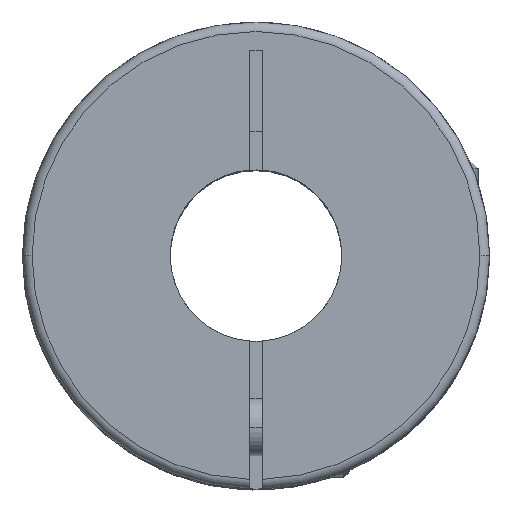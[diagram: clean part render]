
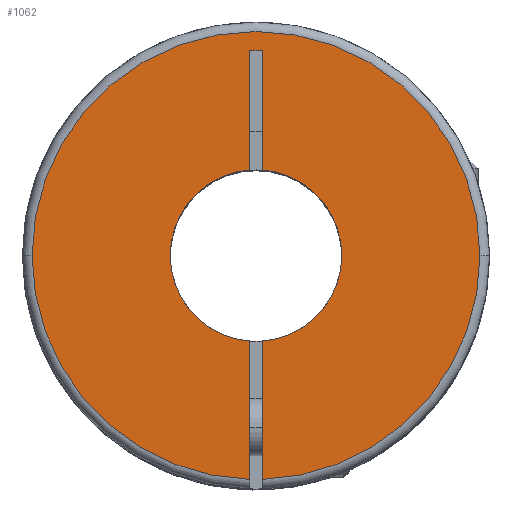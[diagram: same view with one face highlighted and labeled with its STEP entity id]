
A CAD part, top view. The second image highlights one B-rep face of the part: STEP entity #1062.
In plain terms, the highlighted planar face has unit normal (0, 0, 1).
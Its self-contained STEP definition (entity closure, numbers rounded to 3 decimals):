
#48 = EDGE_CURVE ( 'NONE', #535, #2877, #1598, .T. ) ;
#95 = ORIENTED_EDGE ( 'NONE', *, *, #48, .T. ) ;
#216 = ORIENTED_EDGE ( 'NONE', *, *, #1920, .F. ) ;
#241 = ORIENTED_EDGE ( 'NONE', *, *, #1126, .F. ) ;
#246 = EDGE_CURVE ( 'NONE', #535, #3639, #1937, .T. ) ;
#288 = DIRECTION ( 'NONE',  ( -1., 0., 0. ) ) ;
#294 = AXIS2_PLACEMENT_3D ( 'NONE', #2530, #992, #3460 ) ;
#297 = DIRECTION ( 'NONE',  ( -1., 0., 0. ) ) ;
#338 = VECTOR ( 'NONE', #1496, 1000. ) ;
#482 = VERTEX_POINT ( 'NONE', #2524 ) ;
#522 = FACE_OUTER_BOUND ( 'NONE', #1661, .T. ) ;
#535 = VERTEX_POINT ( 'NONE', #2786 ) ;
#569 = CARTESIAN_POINT ( 'NONE',  ( 0.65, -24.5, 0. ) ) ;
#570 = LINE ( 'NONE', #3017, #338 ) ;
#619 = LINE ( 'NONE', #1162, #3333 ) ;
#743 = DIRECTION ( 'NONE',  ( 0., 1., 0. ) ) ;
#851 = EDGE_CURVE ( 'NONE', #3325, #1665, #895, .T. ) ;
#895 = LINE ( 'NONE', #3000, #999 ) ;
#926 = DIRECTION ( 'NONE',  ( -1., 0., 0. ) ) ;
#949 = CARTESIAN_POINT ( 'NONE',  ( -23.5, 0., 0. ) ) ;
#992 = DIRECTION ( 'NONE',  ( 0., 0., -1. ) ) ;
#997 = VERTEX_POINT ( 'NONE', #3468 ) ;
#999 = VECTOR ( 'NONE', #2700, 1000. ) ;
#1062 = ADVANCED_FACE ( 'NONE', ( #522 ), #2975, .F. ) ;
#1126 = EDGE_CURVE ( 'NONE', #3467, #3240, #619, .T. ) ;
#1162 = CARTESIAN_POINT ( 'NONE',  ( -0.65, 21.5, 0. ) ) ;
#1212 = CARTESIAN_POINT ( 'NONE',  ( -0.65, -8.976, 0. ) ) ;
#1332 = ORIENTED_EDGE ( 'NONE', *, *, #2960, .F. ) ;
#1343 = DIRECTION ( 'NONE',  ( -1., 0., 0. ) ) ;
#1353 = ORIENTED_EDGE ( 'NONE', *, *, #2994, .T. ) ;
#1372 = CARTESIAN_POINT ( 'NONE',  ( 23.5, 0., 0. ) ) ;
#1444 = CARTESIAN_POINT ( 'NONE',  ( 0., 0., 0. ) ) ;
#1451 = LINE ( 'NONE', #569, #3860 ) ;
#1465 = AXIS2_PLACEMENT_3D ( 'NONE', #1444, #2665, #1508 ) ;
#1496 = DIRECTION ( 'NONE',  ( -1., 0., 0. ) ) ;
#1508 = DIRECTION ( 'NONE',  ( 0., -1., 0. ) ) ;
#1509 = CARTESIAN_POINT ( 'NONE',  ( 0., 0., 0. ) ) ;
#1525 = CARTESIAN_POINT ( 'NONE',  ( 0., 0., 0. ) ) ;
#1539 = CARTESIAN_POINT ( 'NONE',  ( -0.65, -23.491, 0. ) ) ;
#1598 = CIRCLE ( 'NONE', #2167, 9. ) ;
#1608 = ORIENTED_EDGE ( 'NONE', *, *, #851, .F. ) ;
#1661 = EDGE_LOOP ( 'NONE', ( #1332, #1608, #1353, #3854, #241, #3063, #3158, #95, #3429, #2685, #216 ) ) ;
#1665 = VERTEX_POINT ( 'NONE', #1539 ) ;
#1725 = AXIS2_PLACEMENT_3D ( 'NONE', #1525, #3681, #926 ) ;
#1734 = CARTESIAN_POINT ( 'NONE',  ( 0., 0., 0. ) ) ;
#1770 = DIRECTION ( 'NONE',  ( 0., 0., -1. ) ) ;
#1920 = EDGE_CURVE ( 'NONE', #3663, #3875, #2116, .T. ) ;
#1937 = LINE ( 'NONE', #2913, #2033 ) ;
#2033 = VECTOR ( 'NONE', #743, 1000. ) ;
#2039 = CIRCLE ( 'NONE', #3007, 23.5 ) ;
#2116 = CIRCLE ( 'NONE', #2364, 23.5 ) ;
#2167 = AXIS2_PLACEMENT_3D ( 'NONE', #3056, #3894, #3036 ) ;
#2248 = CARTESIAN_POINT ( 'NONE',  ( -0.65, 21.5, 0. ) ) ;
#2364 = AXIS2_PLACEMENT_3D ( 'NONE', #1734, #3634, #297 ) ;
#2386 = EDGE_CURVE ( 'NONE', #482, #2877, #1451, .T. ) ;
#2508 = CARTESIAN_POINT ( 'NONE',  ( 0., 0., 0. ) ) ;
#2524 = CARTESIAN_POINT ( 'NONE',  ( 0.65, -23.491, 0. ) ) ;
#2530 = CARTESIAN_POINT ( 'NONE',  ( 0., 0., 0. ) ) ;
#2665 = DIRECTION ( 'NONE',  ( 0., 0., -1. ) ) ;
#2685 = ORIENTED_EDGE ( 'NONE', *, *, #2815, .F. ) ;
#2700 = DIRECTION ( 'NONE',  ( 0., -1., 0. ) ) ;
#2703 = CARTESIAN_POINT ( 'NONE',  ( -0.65, 8.976, 0. ) ) ;
#2786 = CARTESIAN_POINT ( 'NONE',  ( 0.65, 8.976, 0. ) ) ;
#2815 = EDGE_CURVE ( 'NONE', #3875, #482, #2039, .T. ) ;
#2873 = DIRECTION ( 'NONE',  ( 0., 0., -1. ) ) ;
#2877 = VERTEX_POINT ( 'NONE', #3058 ) ;
#2913 = CARTESIAN_POINT ( 'NONE',  ( 0.65, -24.5, 0. ) ) ;
#2915 = EDGE_CURVE ( 'NONE', #997, #3240, #3339, .T. ) ;
#2960 = EDGE_CURVE ( 'NONE', #1665, #3663, #3756, .T. ) ;
#2975 = PLANE ( 'NONE',  #1465 ) ;
#2980 = DIRECTION ( 'NONE',  ( 0., 1., 0. ) ) ;
#2994 = EDGE_CURVE ( 'NONE', #3325, #997, #3950, .T. ) ;
#3000 = CARTESIAN_POINT ( 'NONE',  ( -0.65, 21.5, 0. ) ) ;
#3007 = AXIS2_PLACEMENT_3D ( 'NONE', #1509, #1770, #288 ) ;
#3010 = DIRECTION ( 'NONE',  ( 0., -1., 0. ) ) ;
#3017 = CARTESIAN_POINT ( 'NONE',  ( 0.65, 21.5, 0. ) ) ;
#3036 = DIRECTION ( 'NONE',  ( -1., 0., 0. ) ) ;
#3056 = CARTESIAN_POINT ( 'NONE',  ( 0., 0., 0. ) ) ;
#3058 = CARTESIAN_POINT ( 'NONE',  ( 0.65, -8.976, 0. ) ) ;
#3063 = ORIENTED_EDGE ( 'NONE', *, *, #3814, .F. ) ;
#3158 = ORIENTED_EDGE ( 'NONE', *, *, #246, .F. ) ;
#3240 = VERTEX_POINT ( 'NONE', #2703 ) ;
#3325 = VERTEX_POINT ( 'NONE', #1212 ) ;
#3333 = VECTOR ( 'NONE', #3010, 1000. ) ;
#3339 = CIRCLE ( 'NONE', #1725, 9. ) ;
#3375 = AXIS2_PLACEMENT_3D ( 'NONE', #2508, #2873, #1343 ) ;
#3429 = ORIENTED_EDGE ( 'NONE', *, *, #2386, .F. ) ;
#3460 = DIRECTION ( 'NONE',  ( -1., 0., 0. ) ) ;
#3467 = VERTEX_POINT ( 'NONE', #2248 ) ;
#3468 = CARTESIAN_POINT ( 'NONE',  ( -9., 0., 0. ) ) ;
#3570 = CARTESIAN_POINT ( 'NONE',  ( 0.65, 21.5, 0. ) ) ;
#3634 = DIRECTION ( 'NONE',  ( 0., 0., -1. ) ) ;
#3639 = VERTEX_POINT ( 'NONE', #3570 ) ;
#3663 = VERTEX_POINT ( 'NONE', #949 ) ;
#3681 = DIRECTION ( 'NONE',  ( 0., 0., -1. ) ) ;
#3756 = CIRCLE ( 'NONE', #3375, 23.5 ) ;
#3814 = EDGE_CURVE ( 'NONE', #3639, #3467, #570, .T. ) ;
#3854 = ORIENTED_EDGE ( 'NONE', *, *, #2915, .T. ) ;
#3860 = VECTOR ( 'NONE', #2980, 1000. ) ;
#3875 = VERTEX_POINT ( 'NONE', #1372 ) ;
#3894 = DIRECTION ( 'NONE',  ( 0., 0., -1. ) ) ;
#3950 = CIRCLE ( 'NONE', #294, 9. ) ;
